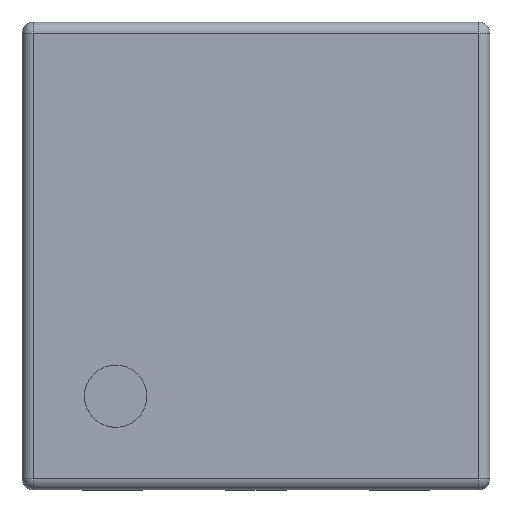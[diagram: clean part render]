
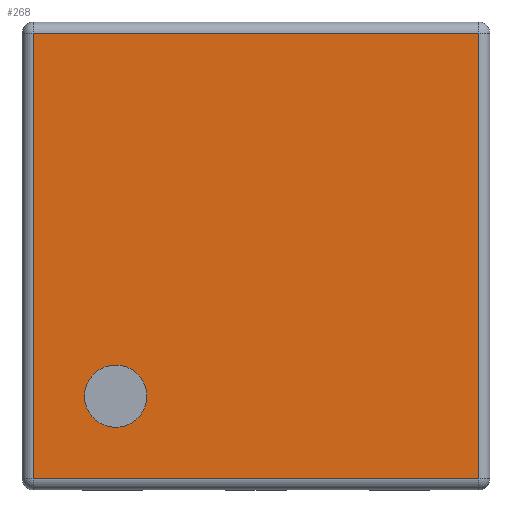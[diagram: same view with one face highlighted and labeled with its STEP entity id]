
A CAD part, top view. The second image highlights one B-rep face of the part: STEP entity #268.
In plain terms, the highlighted planar face has unit normal (0, 0, 1).
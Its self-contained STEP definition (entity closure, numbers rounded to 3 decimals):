
#268=ADVANCED_FACE('',(#1032,#1034),#1036,.T.);
#1032=FACE_BOUND('',#1033,.T.);
#1033=EDGE_LOOP('',(#1613,#1614,#1615,#1616));
#1034=FACE_BOUND('',#1035,.T.);
#1035=EDGE_LOOP('',(#1617));
#1036=PLANE('',#1037);
#1037=AXIS2_PLACEMENT_3D('',#1038,#1039,#1040);
#1038=CARTESIAN_POINT('',(0.,0.,1.));
#1039=DIRECTION('',(0.,0.,1.));
#1040=DIRECTION('',(1.,0.,0.));
#1613=ORIENTED_EDGE('',*,*,#2012,.T.);
#1614=ORIENTED_EDGE('',*,*,#2013,.T.);
#1615=ORIENTED_EDGE('',*,*,#2014,.T.);
#1616=ORIENTED_EDGE('',*,*,#2015,.T.);
#1617=ORIENTED_EDGE('',*,*,#2011,.F.);
#2011=EDGE_CURVE('',#2242,#2242,#2243,.T.);
#2012=EDGE_CURVE('',#2244,#2245,#2246,.T.);
#2013=EDGE_CURVE('',#2245,#2247,#2248,.T.);
#2014=EDGE_CURVE('',#2247,#2249,#2250,.T.);
#2015=EDGE_CURVE('',#2249,#2244,#2251,.T.);
#2242=VERTEX_POINT('',#2670);
#2243=CIRCLE('',#2671,0.207);
#2244=VERTEX_POINT('',#2675);
#2245=VERTEX_POINT('',#2676);
#2246=LINE('',#2677,#2678);
#2247=VERTEX_POINT('',#2680);
#2248=LINE('',#2681,#2682);
#2249=VERTEX_POINT('',#2684);
#2250=LINE('',#2685,#2686);
#2251=LINE('',#2688,#2689);
#2670=CARTESIAN_POINT('',(-0.723,-0.93,1.));
#2671=AXIS2_PLACEMENT_3D('',#2672,#2673,#2674);
#2672=CARTESIAN_POINT('',(-0.93,-0.93,1.));
#2673=DIRECTION('',(0.,0.,1.));
#2674=DIRECTION('',(1.,0.,0.));
#2675=CARTESIAN_POINT('',(-1.475,1.475,1.));
#2676=CARTESIAN_POINT('',(-1.475,-1.475,1.));
#2677=CARTESIAN_POINT('',(-1.475,1.475,1.));
#2678=VECTOR('',#2679,1.);
#2679=DIRECTION('',(0.,-1.,0.));
#2680=CARTESIAN_POINT('',(1.475,-1.475,1.));
#2681=CARTESIAN_POINT('',(-1.475,-1.475,1.));
#2682=VECTOR('',#2683,1.);
#2683=DIRECTION('',(1.,0.,0.));
#2684=CARTESIAN_POINT('',(1.475,1.475,1.));
#2685=CARTESIAN_POINT('',(1.475,-1.475,1.));
#2686=VECTOR('',#2687,1.);
#2687=DIRECTION('',(0.,1.,0.));
#2688=CARTESIAN_POINT('',(1.475,1.475,1.));
#2689=VECTOR('',#2690,1.);
#2690=DIRECTION('',(-1.,0.,0.));
